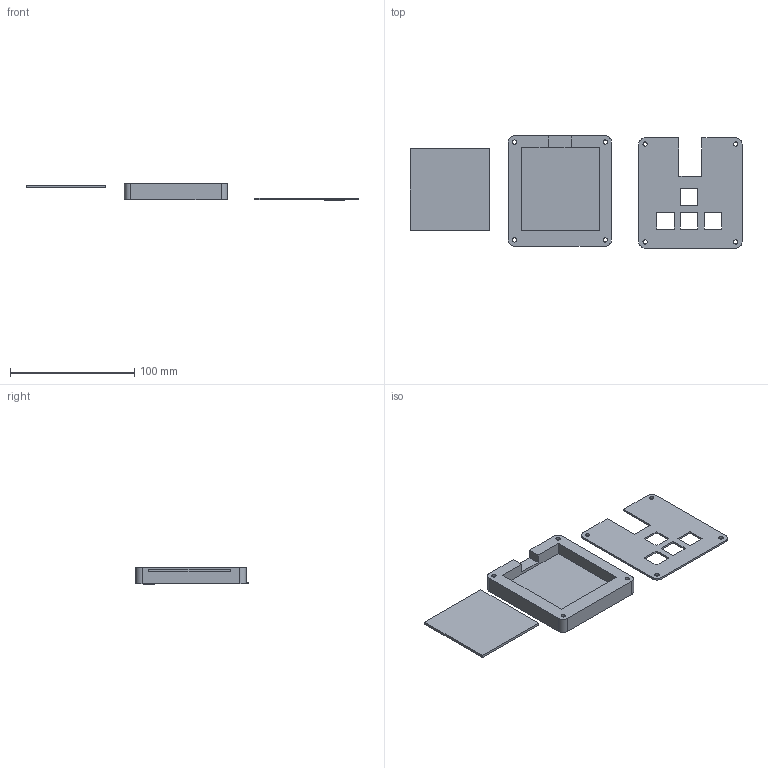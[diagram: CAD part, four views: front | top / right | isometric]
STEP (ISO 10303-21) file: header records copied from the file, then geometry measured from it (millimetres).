
FILE_DESCRIPTION(/* description */ (''),/* implementation_level */ '2;1');
FILE_NAME(/* name */ '25bede49-20c7-4f93-b356-1bdc61f82f10.stp',/* time_stamp */ '2025-12-27T09:27:51Z',/* author */ (''),/* organization */ (''),/* preprocessor_version */ 'ST-DEVELOPER v20.1',/* originating_system */ 'Autodesk Translation Framework v14.24.0.0',/* authorisation */ '');
FILE_SCHEMA (('AUTOMOTIVE_DESIGN { 1 0 10303 214 3 1 1 }'));
Length unit declared in the file: millimetre
Products named in the file (2): 2025-12-26-22-38-14-340; 2025-12-26-22-39-12-836
Assembly tree (1 placements, depth 2):
  2025-12-26-22-38-14-340
    2025-12-26-22-39-12-836
Bounding box: 267.22 x 90.43 x 13.2 mm (x, y, z)
Volume: 68778.4 mm3; surface area: 43977.7 mm2
Topology: 3 solids, 3 shells, 642 faces, 1782 edges, 1188 vertices
Faces by surface type: bspline 359, plane 247, cylinder 36
Full cylindrical faces by diameter (mm): 3.4 x8, 6 x4
Entity records: 23855 total; most frequent: CARTESIAN_POINT 9718, ORIENTED_EDGE 3564, EDGE_CURVE 1782, DIRECTION 1708, VERTEX_POINT 1188, LINE 992, VECTOR 992, B_SPLINE_CURVE_WITH_KNOTS 718
